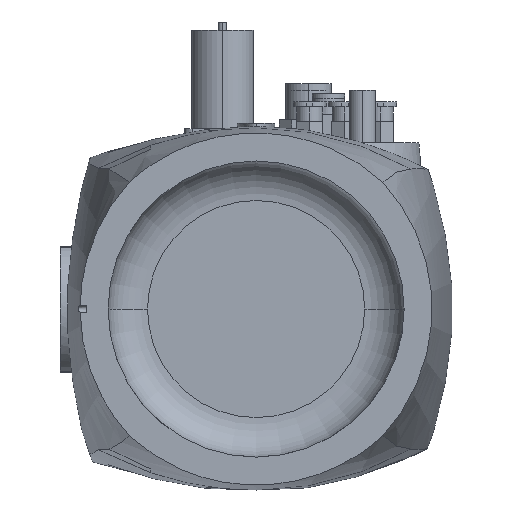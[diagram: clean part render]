
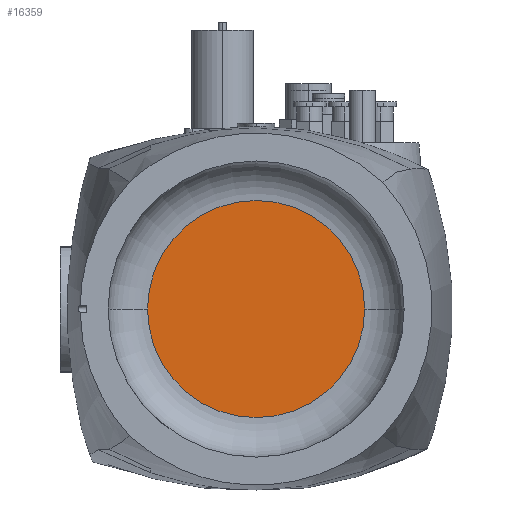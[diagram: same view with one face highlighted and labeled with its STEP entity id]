
A CAD part, left-side view. The second image highlights one B-rep face of the part: STEP entity #16359.
In plain terms, the highlighted planar face has unit normal (-1, 0, 0).
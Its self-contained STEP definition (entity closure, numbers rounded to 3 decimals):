
#4565=CARTESIAN_POINT('',(467.,0.,995.));
#4566=DIRECTION('',(1.,0.,0.));
#4567=DIRECTION('',(0.,1.,0.));
#4568=AXIS2_PLACEMENT_3D('',#4565,#4566,#4567);
#4570=CARTESIAN_POINT('',(467.,0.,995.));
#4571=DIRECTION('',(1.,0.,0.));
#4572=DIRECTION('',(0.,-1.,0.));
#4573=AXIS2_PLACEMENT_3D('',#4570,#4571,#4572);
#5687=CARTESIAN_POINT('',(467.,33.,995.));
#5688=CARTESIAN_POINT('',(467.,-33.,995.));
#5689=VERTEX_POINT('',#5687);
#5690=VERTEX_POINT('',#5688);
#16350=CARTESIAN_POINT('',(467.,0.,0.));
#16351=DIRECTION('',(-1.,0.,0.));
#16352=DIRECTION('',(0.,-1.,0.));
#16353=AXIS2_PLACEMENT_3D('',#16350,#16351,#16352);
#16354=PLANE('',#16353);
#16355=ORIENTED_EDGE('',*,*,#16330,.T.);
#16356=ORIENTED_EDGE('',*,*,#16344,.T.);
#16357=EDGE_LOOP('',(#16355,#16356));
#16358=FACE_OUTER_BOUND('',#16357,.F.);
#16359=ADVANCED_FACE('',(#16358),#16354,.T.);
#4569=CIRCLE('',#4568,33.);
#4574=CIRCLE('',#4573,33.);
#16330=EDGE_CURVE('',#5689,#5690,#4569,.T.);
#16344=EDGE_CURVE('',#5690,#5689,#4574,.T.);
